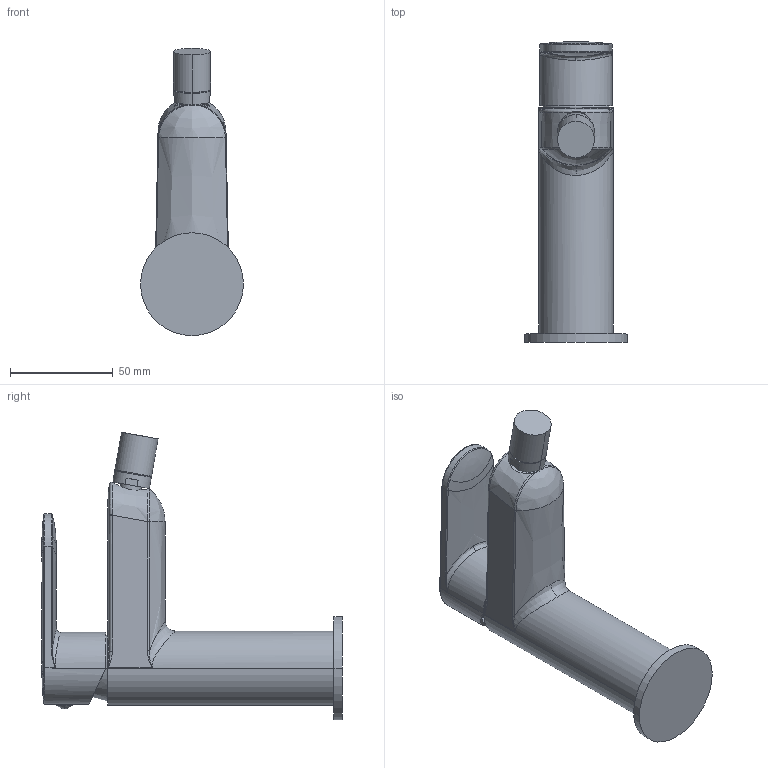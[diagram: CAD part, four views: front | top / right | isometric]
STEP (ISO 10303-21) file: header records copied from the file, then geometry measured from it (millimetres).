
FILE_DESCRIPTION((''),'2;1');
FILE_NAME('CA131CR','2021-01-13T13:04:59',('ut3'),('PAFFONI SpA'),'CREO PARAMETRIC BY PTC INC, 2020044','CREO PARAMETRIC BY PTC INC, 2020044','');
FILE_SCHEMA(('CONFIG_CONTROL_DESIGN','SHAPE_APPEARANCE_LAYERS_GROUPS'));
Length unit declared in the file: millimetre
Products named in the file (1): CA131CR
Bounding box: 50 x 145.92 x 139.55 mm (x, y, z)
Volume: 207663.1 mm3; surface area: 41593.4 mm2
Topology: 2 solids, 2 shells, 176 faces, 432 edges, 267 vertices
Faces by surface type: bspline 59, cylinder 50, plane 48, cone 17, sphere 2
Entity records: 12019 total; most frequent: CARTESIAN_POINT 6731, ORIENTED_EDGE 860, DIRECTION 655, EDGE_CURVE 430, VERTEX_POINT 267, AXIS2_PLACEMENT_3D 255, FILL_AREA_STYLE_COLOUR 223, FILL_AREA_STYLE 223
